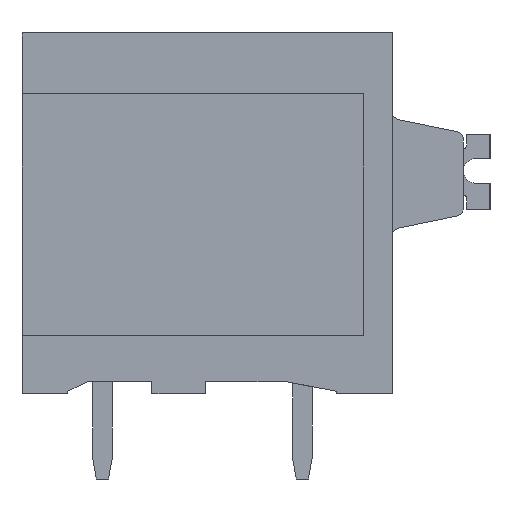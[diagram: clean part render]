
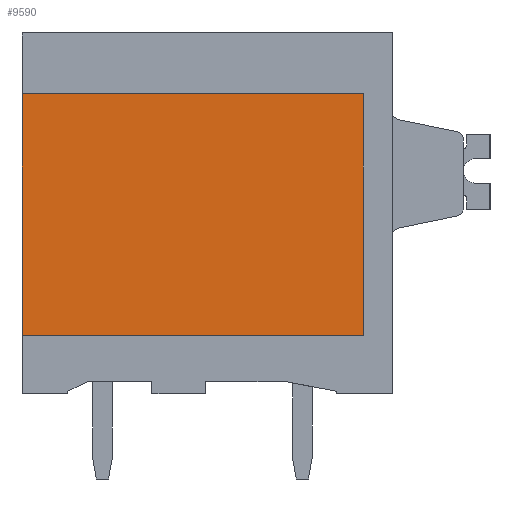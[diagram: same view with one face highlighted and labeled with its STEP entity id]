
A CAD part, left-side view. The second image highlights one B-rep face of the part: STEP entity #9590.
In plain terms, the highlighted planar face has unit normal (-1, 0, 0).
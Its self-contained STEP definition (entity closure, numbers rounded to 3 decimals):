
#4077=AXIS2_PLACEMENT_3D('Plane Axis2P3D',#4074,#4075,#4076) ;
#4074=CARTESIAN_POINT('Axis2P3D Location',(1.1,0.,0.)) ;
#9460=CARTESIAN_POINT('Vertex',(1.1,19.2,5.9)) ;
#9463=CARTESIAN_POINT('Line Origine',(1.1,19.2,10.85)) ;
#9467=CARTESIAN_POINT('Vertex',(1.1,19.2,15.8)) ;
#9540=CARTESIAN_POINT('Vertex',(1.1,5.2,5.9)) ;
#9543=CARTESIAN_POINT('Line Origine',(1.1,12.2,5.9)) ;
#9564=CARTESIAN_POINT('Vertex',(1.1,5.2,15.8)) ;
#9567=CARTESIAN_POINT('Line Origine',(1.1,5.2,10.85)) ;
#9579=CARTESIAN_POINT('Line Origine',(1.1,12.2,15.8)) ;
#4075=DIRECTION('Axis2P3D Direction',(-1.,0.,0.)) ;
#4076=DIRECTION('Axis2P3D XDirection',(0.,-1.,0.)) ;
#9464=DIRECTION('Vector Direction',(0.,0.,1.)) ;
#9544=DIRECTION('Vector Direction',(0.,1.,0.)) ;
#9568=DIRECTION('Vector Direction',(0.,0.,1.)) ;
#9580=DIRECTION('Vector Direction',(0.,1.,0.)) ;
#9465=VECTOR('Line Direction',#9464,1.) ;
#9545=VECTOR('Line Direction',#9544,1.) ;
#9569=VECTOR('Line Direction',#9568,1.) ;
#9581=VECTOR('Line Direction',#9580,1.) ;
#9585=ORIENTED_EDGE('',*,*,#9547,.F.) ;
#9586=ORIENTED_EDGE('',*,*,#9571,.T.) ;
#9587=ORIENTED_EDGE('',*,*,#9583,.T.) ;
#9588=ORIENTED_EDGE('',*,*,#9469,.F.) ;
#9590=ADVANCED_FACE('_LMF 5.08/09/90 3.5SN OR BX 1330790000',(#9589),#4078,.T.) ;
#9469=EDGE_CURVE('',#9461,#9468,#9466,.T.) ;
#9547=EDGE_CURVE('',#9541,#9461,#9546,.T.) ;
#9571=EDGE_CURVE('',#9541,#9565,#9570,.T.) ;
#9583=EDGE_CURVE('',#9565,#9468,#9582,.T.) ;
#9584=EDGE_LOOP('',(#9585,#9586,#9587,#9588)) ;
#9589=FACE_OUTER_BOUND('',#9584,.T.) ;
#9466=LINE('Line',#9463,#9465) ;
#9546=LINE('Line',#9543,#9545) ;
#9570=LINE('Line',#9567,#9569) ;
#9582=LINE('Line',#9579,#9581) ;
#4078=PLANE('',#4077) ;
#9461=VERTEX_POINT('',#9460) ;
#9468=VERTEX_POINT('',#9467) ;
#9541=VERTEX_POINT('',#9540) ;
#9565=VERTEX_POINT('',#9564) ;
